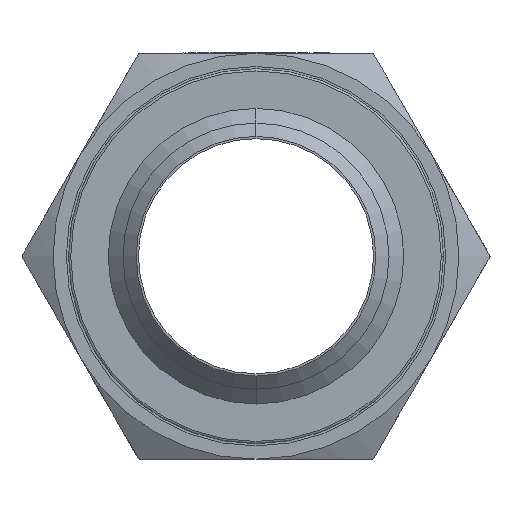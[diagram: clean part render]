
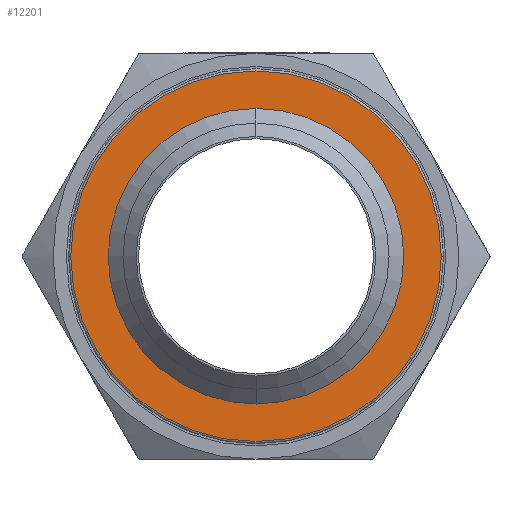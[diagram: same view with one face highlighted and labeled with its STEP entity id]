
A CAD part, left-side view. The second image highlights one B-rep face of the part: STEP entity #12201.
In plain terms, the highlighted planar face has unit normal (-1, 0, 0).
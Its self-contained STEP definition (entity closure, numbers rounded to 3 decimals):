
#1935 = ORIENTED_EDGE ( 'NONE', *, *, #15240, .F. ) ;
#2421 = ORIENTED_EDGE ( 'NONE', *, *, #10145, .F. ) ;
#2559 = DIRECTION ( 'NONE',  ( 0., 0., 1. ) ) ;
#2654 = EDGE_LOOP ( 'NONE', ( #1935, #2421 ) ) ;
#3158 = AXIS2_PLACEMENT_3D ( 'NONE', #11172, #12348, #12398 ) ;
#3544 = ORIENTED_EDGE ( 'NONE', *, *, #3677, .F. ) ;
#3593 = CARTESIAN_POINT ( 'NONE',  ( -13.2, 0., -33.5 ) ) ;
#3677 = EDGE_CURVE ( 'NONE', #10057, #12574, #10867, .T. ) ;
#4195 = AXIS2_PLACEMENT_3D ( 'NONE', #9650, #4938, #14405 ) ;
#4342 = ORIENTED_EDGE ( 'NONE', *, *, #10416, .F. ) ;
#4360 = CARTESIAN_POINT ( 'NONE',  ( -13.2, 0., 0. ) ) ;
#4938 = DIRECTION ( 'NONE',  ( 1., 0., 0. ) ) ;
#5038 = PLANE ( 'NONE',  #4195 ) ;
#5165 = FACE_OUTER_BOUND ( 'NONE', #10201, .T. ) ;
#6182 = VERTEX_POINT ( 'NONE', #3593 ) ;
#7435 = DIRECTION ( 'NONE',  ( -1., 0., 0. ) ) ;
#7635 = CARTESIAN_POINT ( 'NONE',  ( -13.2, 0., 0. ) ) ;
#8638 = CIRCLE ( 'NONE', #12472, 33.5 ) ;
#9650 = CARTESIAN_POINT ( 'NONE',  ( -13.2, 0., 42.5 ) ) ;
#9727 = DIRECTION ( 'NONE',  ( -1., 0., 0. ) ) ;
#10057 = VERTEX_POINT ( 'NONE', #10288 ) ;
#10145 = EDGE_CURVE ( 'NONE', #6182, #13703, #10972, .T. ) ;
#10201 = EDGE_LOOP ( 'NONE', ( #4342, #3544 ) ) ;
#10288 = CARTESIAN_POINT ( 'NONE',  ( -13.2, 42., 0. ) ) ;
#10340 = CARTESIAN_POINT ( 'NONE',  ( -13.2, -42., 0. ) ) ;
#10416 = EDGE_CURVE ( 'NONE', #12574, #10057, #13922, .T. ) ;
#10867 = CIRCLE ( 'NONE', #3158, 42. ) ;
#10892 = CARTESIAN_POINT ( 'NONE',  ( -13.2, 0., 0. ) ) ;
#10972 = CIRCLE ( 'NONE', #13767, 33.5 ) ;
#11172 = CARTESIAN_POINT ( 'NONE',  ( -13.2, 0., 0. ) ) ;
#11177 = AXIS2_PLACEMENT_3D ( 'NONE', #4360, #13631, #11357 ) ;
#11357 = DIRECTION ( 'NONE',  ( 0., 0., -1. ) ) ;
#12144 = DIRECTION ( 'NONE',  ( 0., 0., 1. ) ) ;
#12201 = ADVANCED_FACE ( 'NONE', ( #15000, #5165 ), #5038, .F. ) ;
#12348 = DIRECTION ( 'NONE',  ( 1., 0., 0. ) ) ;
#12398 = DIRECTION ( 'NONE',  ( 0., 0., -1. ) ) ;
#12472 = AXIS2_PLACEMENT_3D ( 'NONE', #10892, #7435, #12144 ) ;
#12574 = VERTEX_POINT ( 'NONE', #10340 ) ;
#13631 = DIRECTION ( 'NONE',  ( 1., 0., 0. ) ) ;
#13656 = CARTESIAN_POINT ( 'NONE',  ( -13.2, 0., 33.5 ) ) ;
#13703 = VERTEX_POINT ( 'NONE', #13656 ) ;
#13767 = AXIS2_PLACEMENT_3D ( 'NONE', #7635, #9727, #2559 ) ;
#13922 = CIRCLE ( 'NONE', #11177, 42. ) ;
#14405 = DIRECTION ( 'NONE',  ( 0., 1., 0. ) ) ;
#15000 = FACE_BOUND ( 'NONE', #2654, .T. ) ;
#15240 = EDGE_CURVE ( 'NONE', #13703, #6182, #8638, .T. ) ;
